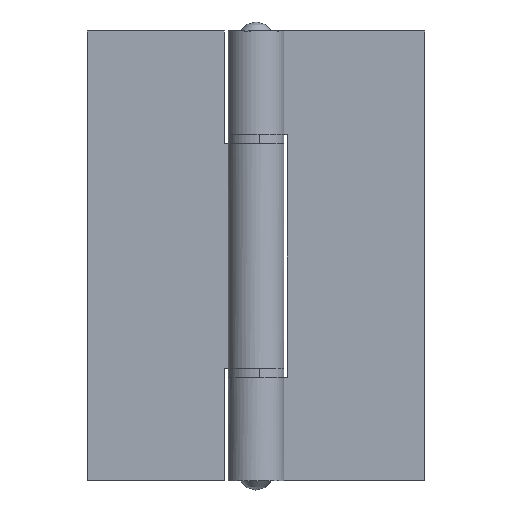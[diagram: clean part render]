
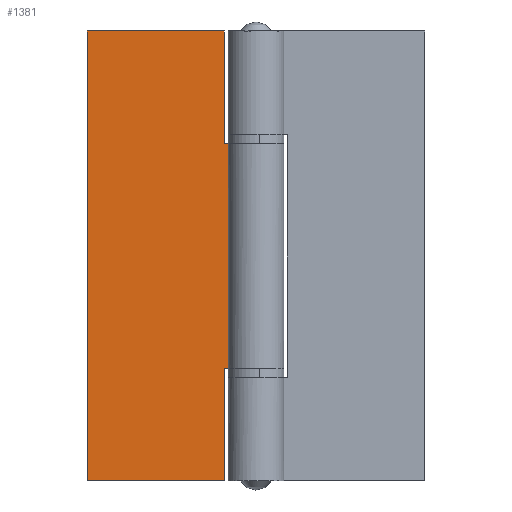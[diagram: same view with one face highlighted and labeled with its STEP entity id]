
A CAD part, front view. The second image highlights one B-rep face of the part: STEP entity #1381.
In plain terms, the highlighted free-form (B-spline) face has degree [1, 1] with [2, 2] control points.
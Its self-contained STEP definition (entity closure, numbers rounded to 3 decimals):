
#1125=CARTESIAN_POINT('',(0.,3.0,25.0));
#1126=VERTEX_POINT('',#1125);
#1146=CARTESIAN_POINT('',(-7.,3.0,25.0));
#1147=VERTEX_POINT('',#1146);
#1148=CARTESIAN_POINT('',(0.,3.0,25.0));
#1149=CARTESIAN_POINT('',(-7.,3.0,25.0));
#1150=QUASI_UNIFORM_CURVE('',1,(#1148,#1149),.UNSPECIFIED.,.F.,.U.);
#1151=EDGE_CURVE('',#1126,#1147,#1150,.T.);
#1173=CARTESIAN_POINT('',(-7.,3.0,0.0));
#1174=VERTEX_POINT('',#1173);
#1175=CARTESIAN_POINT('',(-7.,3.0,25.0));
#1176=CARTESIAN_POINT('',(-7.,3.0,0.0));
#1177=QUASI_UNIFORM_CURVE('',1,(#1175,#1176),.UNSPECIFIED.,.F.,.U.);
#1178=EDGE_CURVE('',#1147,#1174,#1177,.T.);
#1231=CARTESIAN_POINT('',(-7.,3.0,75.0));
#1232=VERTEX_POINT('',#1231);
#1238=CARTESIAN_POINT('',(0.,3.0,75.0));
#1239=VERTEX_POINT('',#1238);
#1240=CARTESIAN_POINT('',(-7.,3.0,75.0));
#1241=CARTESIAN_POINT('',(0.,3.0,75.0));
#1242=QUASI_UNIFORM_CURVE('',1,(#1240,#1241),.UNSPECIFIED.,.F.,.U.);
#1243=EDGE_CURVE('',#1232,#1239,#1242,.T.);
#1279=CARTESIAN_POINT('',(-7.,3.0,100.0));
#1280=VERTEX_POINT('',#1279);
#1281=CARTESIAN_POINT('',(-7.,3.0,100.0));
#1282=CARTESIAN_POINT('',(-7.,3.0,75.0));
#1283=QUASI_UNIFORM_CURVE('',1,(#1281,#1282),.UNSPECIFIED.,.F.,.U.);
#1284=EDGE_CURVE('',#1280,#1232,#1283,.T.);
#1308=CARTESIAN_POINT('',(-37.5,3.0,0.0));
#1309=VERTEX_POINT('',#1308);
#1310=CARTESIAN_POINT('',(-7.,3.0,0.0));
#1311=CARTESIAN_POINT('',(-37.5,3.0,0.0));
#1312=QUASI_UNIFORM_CURVE('',1,(#1310,#1311),.UNSPECIFIED.,.F.,.U.);
#1313=EDGE_CURVE('',#1174,#1309,#1312,.T.);
#1335=CARTESIAN_POINT('',(-37.5,3.0,100.0));
#1336=VERTEX_POINT('',#1335);
#1337=CARTESIAN_POINT('',(-7.,3.0,100.0));
#1338=CARTESIAN_POINT('',(-37.5,3.0,100.0));
#1339=QUASI_UNIFORM_CURVE('',1,(#1337,#1338),.UNSPECIFIED.,.F.,.U.);
#1340=EDGE_CURVE('',#1280,#1336,#1339,.T.);
#1358=CARTESIAN_POINT('',(-39.373,3.0,104.995));
#1359=CARTESIAN_POINT('',(-39.373,3.0,-4.995));
#1360=CARTESIAN_POINT('',(1.873,3.0,104.995));
#1361=CARTESIAN_POINT('',(1.873,3.0,-4.995));
#1362=B_SPLINE_SURFACE_WITH_KNOTS('',1,1,((#1358,#1360),(#1359,#1361)),.UNSPECIFIED.,.F.,.F.,.U.,(2,2),(2,2),(0.0,109.99),(0.0,41.246),.UNSPECIFIED.);
#1363=ORIENTED_EDGE('',*,*,#1178,.F.);
#1364=ORIENTED_EDGE('',*,*,#1151,.F.);
#1365=CARTESIAN_POINT('',(0.,3.0,75.0));
#1366=CARTESIAN_POINT('',(0.,3.0,25.0));
#1367=QUASI_UNIFORM_CURVE('',1,(#1365,#1366),.UNSPECIFIED.,.F.,.U.);
#1368=EDGE_CURVE('',#1239,#1126,#1367,.T.);
#1369=ORIENTED_EDGE('',*,*,#1368,.F.);
#1370=ORIENTED_EDGE('',*,*,#1243,.F.);
#1371=ORIENTED_EDGE('',*,*,#1284,.F.);
#1372=ORIENTED_EDGE('',*,*,#1340,.T.);
#1373=CARTESIAN_POINT('',(-37.5,3.0,100.0));
#1374=CARTESIAN_POINT('',(-37.5,3.0,0.0));
#1375=QUASI_UNIFORM_CURVE('',1,(#1373,#1374),.UNSPECIFIED.,.F.,.U.);
#1376=EDGE_CURVE('',#1336,#1309,#1375,.T.);
#1377=ORIENTED_EDGE('',*,*,#1376,.T.);
#1378=ORIENTED_EDGE('',*,*,#1313,.F.);
#1379=EDGE_LOOP('',(#1363,#1364,#1369,#1370,#1371,#1372,#1377,#1378));
#1380=FACE_OUTER_BOUND('',#1379,.T.);
#1381=ADVANCED_FACE('',(#1380),#1362,.T.);
